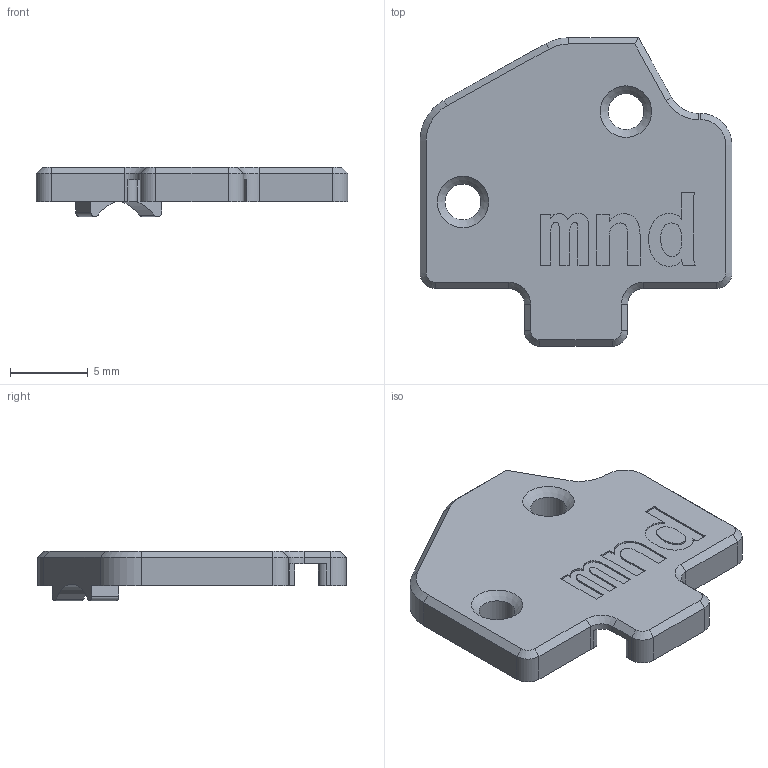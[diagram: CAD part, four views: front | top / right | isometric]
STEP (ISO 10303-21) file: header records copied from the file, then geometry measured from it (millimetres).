
FILE_DESCRIPTION(('FreeCAD Model'),'2;1');
FILE_NAME('Open CASCADE Shape Model','2026-02-01T12:56:57',(''),(''), 'Open CASCADE STEP processor 7.9','FreeCAD','Unknown');
FILE_SCHEMA(('AUTOMOTIVE_DESIGN { 1 0 10303 214 1 1 1 1 }'));
Length unit declared in the file: millimetre
Products named in the file (1): RH TRRS Plate
Bounding box: 20 x 19.78 x 3.17 mm (x, y, z)
Volume: 497.2 mm3; surface area: 815.7 mm2
Topology: 1 solids, 1 shells, 167 faces, 460 edges, 299 vertices
Faces by surface type: cylinder 74, plane 64, bspline 17, cone 12
Full cylindrical faces by diameter (mm): 2.3 x2
Entity records: 5426 total; most frequent: CARTESIAN_POINT 1118, ORIENTED_EDGE 920, DIRECTION 886, EDGE_CURVE 460, AXIS2_PLACEMENT_3D 313, VERTEX_POINT 299, LINE 260, VECTOR 260
